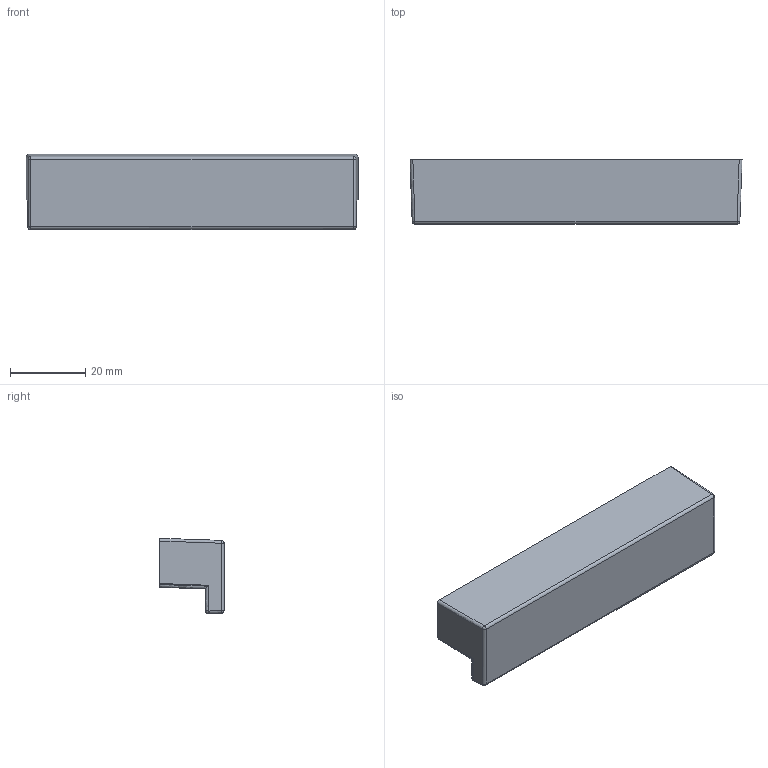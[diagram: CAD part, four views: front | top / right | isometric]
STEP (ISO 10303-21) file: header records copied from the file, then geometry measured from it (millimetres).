
FILE_DESCRIPTION((''),'2;1');
FILE_NAME('','2005-10-07T13:48:03',(''),(''),'','CADfix','');
FILE_SCHEMA(('AUTOMOTIVE_DESIGN'));
Length unit declared in the file: millimetre
Products named in the file (3): insert; pull; THA_312_2_18361_36
Assembly tree (3 placements, depth 2):
  THA_312_2_18361_36
    insert  x2
    pull
Bounding box: 88 x 17 x 20 mm (x, y, z)
Volume: 11570.3 mm3; surface area: 9850.1 mm2
Topology: 3 solids, 3 shells, 74 faces, 180 edges, 116 vertices
Faces by surface type: bspline 74
Entity records: 1881 total; most frequent: CARTESIAN_POINT 869, ORIENTED_EDGE 316, EDGE_CURVE 158, QUASI_UNIFORM_CURVE 112, VERTEX_POINT 100, EDGE_LOOP 68, FACE_OUTER_BOUND 65, ADVANCED_FACE 65
